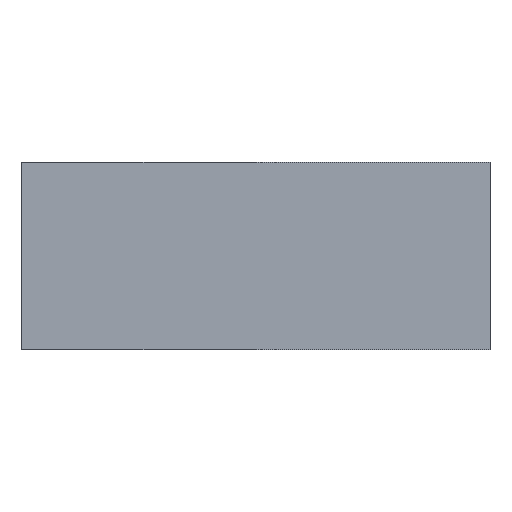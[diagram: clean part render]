
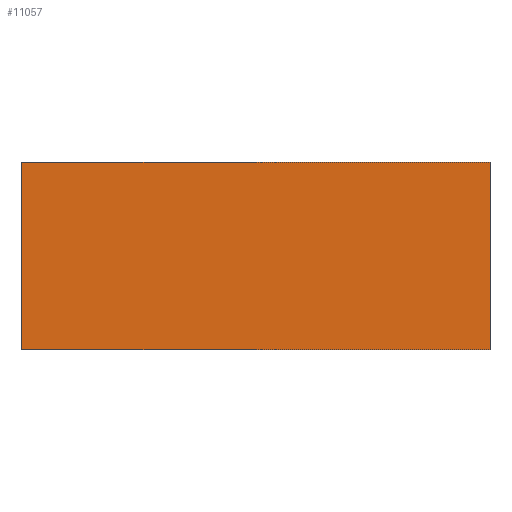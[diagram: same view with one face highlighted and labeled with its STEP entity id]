
A CAD part, left-side view. The second image highlights one B-rep face of the part: STEP entity #11057.
In plain terms, the highlighted planar face has unit normal (-1, 0, 0).
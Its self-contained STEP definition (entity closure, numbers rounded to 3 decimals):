
#1231 = EDGE_LOOP ( 'NONE', ( #6279, #6280, #6278, #6282 ) ) ;
#2210 = PLANE ( 'NONE',  #6085 ) ;
#2211 = CARTESIAN_POINT ( 'NONE',  ( -3.5, -26.872, 1. ) ) ;
#2212 = DIRECTION ( 'NONE',  ( -1., 0., 0. ) ) ;
#2213 = DIRECTION ( 'NONE',  ( 0., 0., 1. ) ) ;
#5491 = EDGE_CURVE ( 'NONE', #7588, #7587, #6906, .T. ) ;
#5492 = EDGE_CURVE ( 'NONE', #7590, #7589, #6909, .T. ) ;
#5495 = EDGE_CURVE ( 'NONE', #7587, #7589, #6918, .T. ) ;
#5496 = EDGE_CURVE ( 'NONE', #7588, #7590, #6921, .T. ) ;
#5796 = CARTESIAN_POINT ( 'NONE',  ( -3.5, -2.5, -1. ) ) ;
#5797 = CARTESIAN_POINT ( 'NONE',  ( -3.5, -2.5, 1. ) ) ;
#5798 = CARTESIAN_POINT ( 'NONE',  ( -3.5, 2.5, -1. ) ) ;
#5799 = CARTESIAN_POINT ( 'NONE',  ( -3.5, 2.5, 1. ) ) ;
#5892 = VECTOR ( 'NONE', #6908, 1000. ) ;
#5893 = VECTOR ( 'NONE', #6911, 1000. ) ;
#5896 = VECTOR ( 'NONE', #6920, 1000. ) ;
#5897 = VECTOR ( 'NONE', #6923, 1000. ) ;
#6082 = FACE_OUTER_BOUND ( 'NONE', #1231, .T. ) ;
#6085 = AXIS2_PLACEMENT_3D ( 'NONE', #2211, #2212, #2213 ) ;
#6278 = ORIENTED_EDGE ( 'NONE', *, *, #5496, .T. ) ;
#6279 = ORIENTED_EDGE ( 'NONE', *, *, #5495, .F. ) ;
#6280 = ORIENTED_EDGE ( 'NONE', *, *, #5491, .F. ) ;
#6282 = ORIENTED_EDGE ( 'NONE', *, *, #5492, .T. ) ;
#6906 = LINE ( 'NONE', #6907, #5892 ) ;
#6907 = CARTESIAN_POINT ( 'NONE',  ( -3.5, -2.5, 1. ) ) ;
#6908 = DIRECTION ( 'NONE',  ( 0., 0., -1. ) ) ;
#6909 = LINE ( 'NONE', #6910, #5893 ) ;
#6910 = CARTESIAN_POINT ( 'NONE',  ( -3.5, 2.5, 1. ) ) ;
#6911 = DIRECTION ( 'NONE',  ( 0., 0., -1. ) ) ;
#6918 = LINE ( 'NONE', #6919, #5896 ) ;
#6919 = CARTESIAN_POINT ( 'NONE',  ( -3.5, -26.872, -1. ) ) ;
#6920 = DIRECTION ( 'NONE',  ( 0., 1., 0. ) ) ;
#6921 = LINE ( 'NONE', #6922, #5897 ) ;
#6922 = CARTESIAN_POINT ( 'NONE',  ( -3.5, -26.872, 1. ) ) ;
#6923 = DIRECTION ( 'NONE',  ( 0., 1., 0. ) ) ;
#7587 = VERTEX_POINT ( 'NONE', #5796 ) ;
#7588 = VERTEX_POINT ( 'NONE', #5797 ) ;
#7589 = VERTEX_POINT ( 'NONE', #5798 ) ;
#7590 = VERTEX_POINT ( 'NONE', #5799 ) ;
#11057 = ADVANCED_FACE ( 'NONE', ( #6082 ), #2210, .T. ) ;
